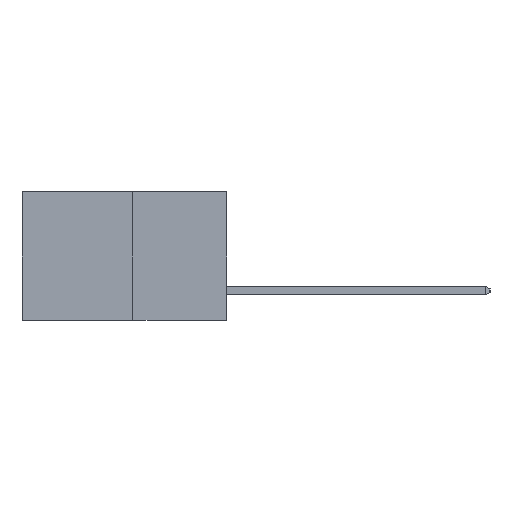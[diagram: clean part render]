
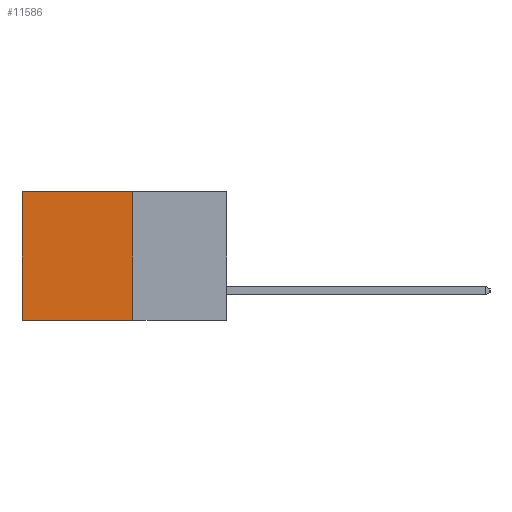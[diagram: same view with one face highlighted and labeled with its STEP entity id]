
A CAD part, left-side view. The second image highlights one B-rep face of the part: STEP entity #11586.
In plain terms, the highlighted planar face has unit normal (-1, 0, 0).
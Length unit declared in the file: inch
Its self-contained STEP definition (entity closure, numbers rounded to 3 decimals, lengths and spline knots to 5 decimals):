
#556 = FACE_OUTER_BOUND ( 'NONE', #12939, .T. ) ;
#2041 = CARTESIAN_POINT ( 'NONE',  ( 0.277, 0.59, -0.37 ) ) ;
#2771 = AXIS2_PLACEMENT_3D ( 'NONE', #5690, #9075, #20497 ) ;
#3457 = EDGE_CURVE ( 'NONE', #11795, #19076, #16120, .T. ) ;
#3725 = LINE ( 'NONE', #4490, #21112 ) ;
#3731 = EDGE_CURVE ( 'NONE', #11007, #16239, #10997, .T. ) ;
#4109 = EDGE_CURVE ( 'NONE', #11007, #11795, #3725, .T. ) ;
#4490 = CARTESIAN_POINT ( 'NONE',  ( 0.277, 0.27, -0.37 ) ) ;
#4740 = DIRECTION ( 'NONE',  ( 0., 0., -1. ) ) ;
#5206 = CARTESIAN_POINT ( 'NONE',  ( 0.277, 0.27, -0.37 ) ) ;
#5690 = CARTESIAN_POINT ( 'NONE',  ( 0.277, 0.27, -0.37 ) ) ;
#6337 = ORIENTED_EDGE ( 'NONE', *, *, #3731, .T. ) ;
#7315 = VECTOR ( 'NONE', #13074, 39.37008 ) ;
#8108 = CARTESIAN_POINT ( 'NONE',  ( 0.277, 0.59, 0. ) ) ;
#9075 = DIRECTION ( 'NONE',  ( 1., 0., 0. ) ) ;
#10997 = LINE ( 'NONE', #16881, #19123 ) ;
#11007 = VERTEX_POINT ( 'NONE', #19032 ) ;
#11253 = DIRECTION ( 'NONE',  ( 0., 1., 0. ) ) ;
#11586 = ADVANCED_FACE ( 'NONE', ( #556 ), #18889, .F. ) ;
#11795 = VERTEX_POINT ( 'NONE', #5206 ) ;
#12049 = ORIENTED_EDGE ( 'NONE', *, *, #3457, .F. ) ;
#12342 = EDGE_CURVE ( 'NONE', #16239, #19076, #19007, .T. ) ;
#12939 = EDGE_LOOP ( 'NONE', ( #16292, #12049, #20265, #6337 ) ) ;
#13074 = DIRECTION ( 'NONE',  ( 0., 1., 0. ) ) ;
#13552 = DIRECTION ( 'NONE',  ( 0., 0., -1. ) ) ;
#15226 = VECTOR ( 'NONE', #13552, 39.37008 ) ;
#16043 = CARTESIAN_POINT ( 'NONE',  ( 0.277, 0.27, -0.37 ) ) ;
#16120 = LINE ( 'NONE', #16043, #7315 ) ;
#16239 = VERTEX_POINT ( 'NONE', #8108 ) ;
#16292 = ORIENTED_EDGE ( 'NONE', *, *, #12342, .T. ) ;
#16881 = CARTESIAN_POINT ( 'NONE',  ( 0.277, 0.27, 0. ) ) ;
#18683 = CARTESIAN_POINT ( 'NONE',  ( 0.277, 0.59, -0.37 ) ) ;
#18889 = PLANE ( 'NONE',  #2771 ) ;
#19007 = LINE ( 'NONE', #2041, #15226 ) ;
#19032 = CARTESIAN_POINT ( 'NONE',  ( 0.277, 0.27, 0. ) ) ;
#19076 = VERTEX_POINT ( 'NONE', #18683 ) ;
#19123 = VECTOR ( 'NONE', #11253, 39.37008 ) ;
#20265 = ORIENTED_EDGE ( 'NONE', *, *, #4109, .F. ) ;
#20497 = DIRECTION ( 'NONE',  ( 0., 0., -1. ) ) ;
#21112 = VECTOR ( 'NONE', #4740, 39.37008 ) ;
